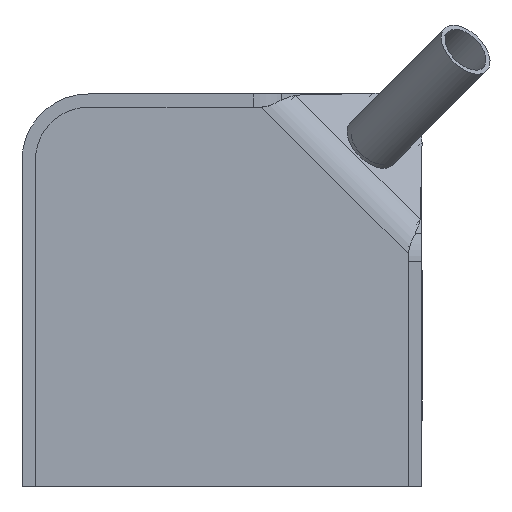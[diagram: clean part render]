
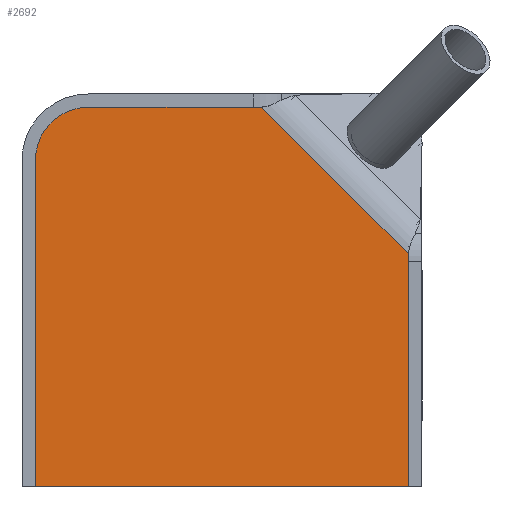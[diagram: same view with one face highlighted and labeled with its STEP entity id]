
A CAD part, front view. The second image highlights one B-rep face of the part: STEP entity #2692.
In plain terms, the highlighted planar face has unit normal (0, -1, 0).
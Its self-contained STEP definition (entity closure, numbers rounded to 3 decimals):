
#333=FACE_OUTER_BOUND($,#549,.T.);
#549=EDGE_LOOP($,(#2167,#2168,#2169,#2170,#2171,#2172));
#709=CIRCLE($,#2932,8.);
#904=LINE($,#4458,#1093);
#906=LINE($,#4462,#1095);
#920=LINE($,#4869,#1109);
#921=LINE($,#4871,#1110);
#922=LINE($,#4874,#1111);
#1093=VECTOR($,#3536,56.);
#1095=VECTOR($,#3540,49.);
#1109=VECTOR($,#3562,31.139);
#1110=VECTOR($,#3565,34.982);
#1111=VECTOR($,#3568,25.982);
#1306=VERTEX_POINT($,#4455);
#1307=VERTEX_POINT($,#4457);
#1308=VERTEX_POINT($,#4461);
#1313=VERTEX_POINT($,#4660);
#1317=VERTEX_POINT($,#4859);
#1318=VERTEX_POINT($,#4873);
#1602=EDGE_CURVE($,#1307,#1306,#904,.T.);
#1604=EDGE_CURVE($,#1307,#1308,#906,.T.);
#1624=EDGE_CURVE($,#1313,#1317,#920,.T.);
#1625=EDGE_CURVE($,#1313,#1306,#921,.T.);
#1626=EDGE_CURVE($,#1318,#1317,#922,.T.);
#1627=EDGE_CURVE($,#1308,#1318,#709,.T.);
#2167=ORIENTED_EDGE($,*,*,#1602,.T.);
#2168=ORIENTED_EDGE($,*,*,#1625,.F.);
#2169=ORIENTED_EDGE($,*,*,#1624,.T.);
#2170=ORIENTED_EDGE($,*,*,#1626,.F.);
#2171=ORIENTED_EDGE($,*,*,#1627,.F.);
#2172=ORIENTED_EDGE($,*,*,#1604,.F.);
#2381=PLANE($,#2931);
#2692=ADVANCED_FACE($,(#333),#2381,.T.);
#2931=AXIS2_PLACEMENT_3D($,#4872,#3566,#3567);
#2932=AXIS2_PLACEMENT_3D($,#4875,#3569,#3570);
#3536=DIRECTION($,(1.,0.,0.));
#3540=DIRECTION($,(0.,0.,1.));
#3562=DIRECTION($,(-0.707,0.,0.707));
#3565=DIRECTION($,(0.,0.,-1.));
#3566=DIRECTION('center_axis',(0.,-1.,0.));
#3567=DIRECTION('ref_axis',(1.,0.,0.));
#3568=DIRECTION($,(1.,0.,0.));
#3569=DIRECTION('center_axis',(0.,1.,0.));
#3570=DIRECTION('ref_axis',(-0.707,0.,0.707));
#4455=CARTESIAN_POINT('',(-2.795,-197.936,1.));
#4457=CARTESIAN_POINT('',(-58.795,-197.936,1.));
#4458=CARTESIAN_POINT($,(-18.824,-197.936,1.));
#4461=CARTESIAN_POINT('',(-58.795,-197.936,50.));
#4462=CARTESIAN_POINT($,(-58.795,-197.936,58.));
#4660=CARTESIAN_POINT('',(-2.795,-197.936,35.982));
#4859=CARTESIAN_POINT('',(-24.813,-197.936,58.));
#4869=CARTESIAN_POINT($,(-19.308,-197.936,52.495));
#4871=CARTESIAN_POINT($,(-2.795,-197.936,0.));
#4872=CARTESIAN_POINT('Origin',(-6.853,-197.936,53.942));
#4873=CARTESIAN_POINT('',(-50.795,-197.936,58.));
#4874=CARTESIAN_POINT($,(-23.795,-197.936,58.));
#4875=CARTESIAN_POINT('Origin',(-50.795,-197.936,50.));
